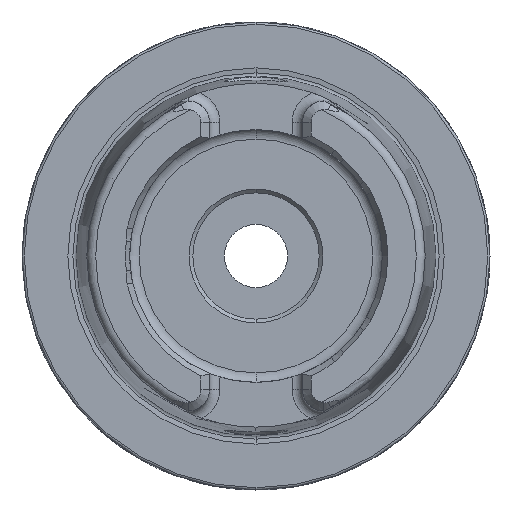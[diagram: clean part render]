
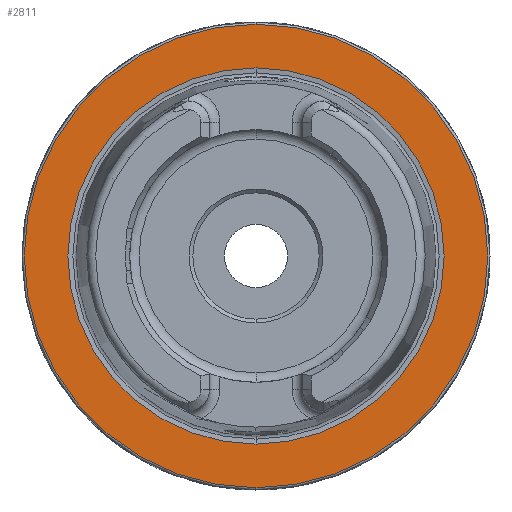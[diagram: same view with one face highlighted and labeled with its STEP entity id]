
A CAD part, left-side view. The second image highlights one B-rep face of the part: STEP entity #2811.
In plain terms, the highlighted planar face has unit normal (-1, 0, 0).
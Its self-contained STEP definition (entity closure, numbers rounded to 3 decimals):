
#2556 = CARTESIAN_POINT ( 'NONE',  ( 0., 0., -25.324 ) ) ;
#2561 = CARTESIAN_POINT ( 'NONE',  ( 0., 0., 25.324 ) ) ;
#2563 = CARTESIAN_POINT ( 'NONE',  ( 0., 0., 31.2 ) ) ;
#2564 = CARTESIAN_POINT ( 'NONE',  ( 0., 0., -31.2 ) ) ;
#2811 = ADVANCED_FACE ( 'NONE', ( #5996, #6000 ), #10371, .F. ) ;
#3061 = CARTESIAN_POINT ( 'NONE',  ( 0., 0., 0. ) ) ;
#3062 = DIRECTION ( 'NONE',  ( -1., 0., 0. ) ) ;
#3063 = DIRECTION ( 'NONE',  ( 0., 0., 1. ) ) ;
#3064 = CARTESIAN_POINT ( 'NONE',  ( 0., 0., 0. ) ) ;
#3065 = DIRECTION ( 'NONE',  ( -1., 0., 0. ) ) ;
#3066 = DIRECTION ( 'NONE',  ( 0., 0., 1. ) ) ;
#5150 = AXIS2_PLACEMENT_3D ( 'NONE', #10368, #10373, #10374 ) ;
#5561 = AXIS2_PLACEMENT_3D ( 'NONE', #3061, #3062, #3063 ) ;
#5562 = AXIS2_PLACEMENT_3D ( 'NONE', #3064, #3065, #3066 ) ;
#5738 = AXIS2_PLACEMENT_3D ( 'NONE', #8230, #8231, #8232 ) ;
#5741 = AXIS2_PLACEMENT_3D ( 'NONE', #8239, #8240, #8241 ) ;
#5996 = FACE_BOUND ( 'NONE', #10728, .T. ) ;
#6000 = FACE_OUTER_BOUND ( 'NONE', #10724, .T. ) ;
#6205 = EDGE_CURVE ( 'NONE', #6443, #6442, #7194, .T. ) ;
#6206 = EDGE_CURVE ( 'NONE', #6440, #6435, #7195, .T. ) ;
#6435 = VERTEX_POINT ( 'NONE', #2556 ) ;
#6440 = VERTEX_POINT ( 'NONE', #2561 ) ;
#6442 = VERTEX_POINT ( 'NONE', #2563 ) ;
#6443 = VERTEX_POINT ( 'NONE', #2564 ) ;
#7194 = CIRCLE ( 'NONE', #5561, 31.2 ) ;
#7195 = CIRCLE ( 'NONE', #5562, 25.324 ) ;
#8230 = CARTESIAN_POINT ( 'NONE',  ( 0., 0., 0. ) ) ;
#8231 = DIRECTION ( 'NONE',  ( -1., 0., 0. ) ) ;
#8232 = DIRECTION ( 'NONE',  ( 0., 0., 1. ) ) ;
#8239 = CARTESIAN_POINT ( 'NONE',  ( 0., 0., 0. ) ) ;
#8240 = DIRECTION ( 'NONE',  ( -1., 0., 0. ) ) ;
#8241 = DIRECTION ( 'NONE',  ( 0., 0., 1. ) ) ;
#8835 = EDGE_CURVE ( 'NONE', #6435, #6440, #9454, .T. ) ;
#9454 = CIRCLE ( 'NONE', #5738, 25.324 ) ;
#9462 = CIRCLE ( 'NONE', #5741, 31.2 ) ;
#9543 = EDGE_CURVE ( 'NONE', #6442, #6443, #9462, .T. ) ;
#10368 = CARTESIAN_POINT ( 'NONE',  ( 0., 31.2, 0. ) ) ;
#10371 = PLANE ( 'NONE',  #5150 ) ;
#10373 = DIRECTION ( 'NONE',  ( 1., 0., 0. ) ) ;
#10374 = DIRECTION ( 'NONE',  ( 0., 0., -1. ) ) ;
#10724 = EDGE_LOOP ( 'NONE', ( #10873, #10874 ) ) ;
#10728 = EDGE_LOOP ( 'NONE', ( #10871, #10872 ) ) ;
#10871 = ORIENTED_EDGE ( 'NONE', *, *, #6206, .F. ) ;
#10872 = ORIENTED_EDGE ( 'NONE', *, *, #8835, .F. ) ;
#10873 = ORIENTED_EDGE ( 'NONE', *, *, #9543, .T. ) ;
#10874 = ORIENTED_EDGE ( 'NONE', *, *, #6205, .T. ) ;
